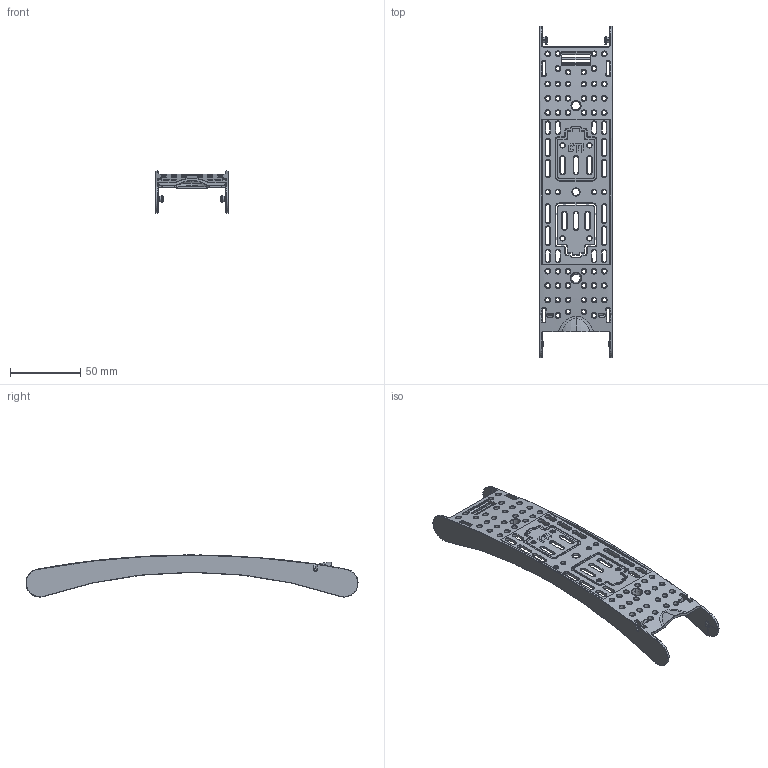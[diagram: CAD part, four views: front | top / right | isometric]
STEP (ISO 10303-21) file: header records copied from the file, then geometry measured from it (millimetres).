
FILE_DESCRIPTION((''),'2;1');
FILE_NAME('0000046849','2018-05-28T',('matic.bajda'),('Audax d.o.o.'),'CREO PARAMETRIC BY PTC INC, 2016260','CREO PARAMETRIC BY PTC INC, 2016260','');
FILE_SCHEMA(('AUTOMOTIVE_DESIGN { 1 0 10303 214 1 1 1 1 }'));
Products named in the file (1): 0000046849
Bounding box: 52 x 236.76 x 29.98 mm (x, y, z)
Volume: 29007.1 mm3; surface area: 38540.8 mm2
Topology: 1 solids, 1 shells, 1996 faces, 5232 edges, 3123 vertices
Faces by surface type: cylinder 648, plane 439, bspline 412, torus 244, sphere 153, cone 100
Entity records: 100690 total; most frequent: CARTESIAN_POINT 38944, ORIENTED_EDGE 10250, DIRECTION 8696, PRESENTATION_STYLE_ASSIGNMENT 5129, STYLED_ITEM 5126, CURVE_STYLE 5125, EDGE_CURVE 5125, AXIS2_PLACEMENT_3D 3355
